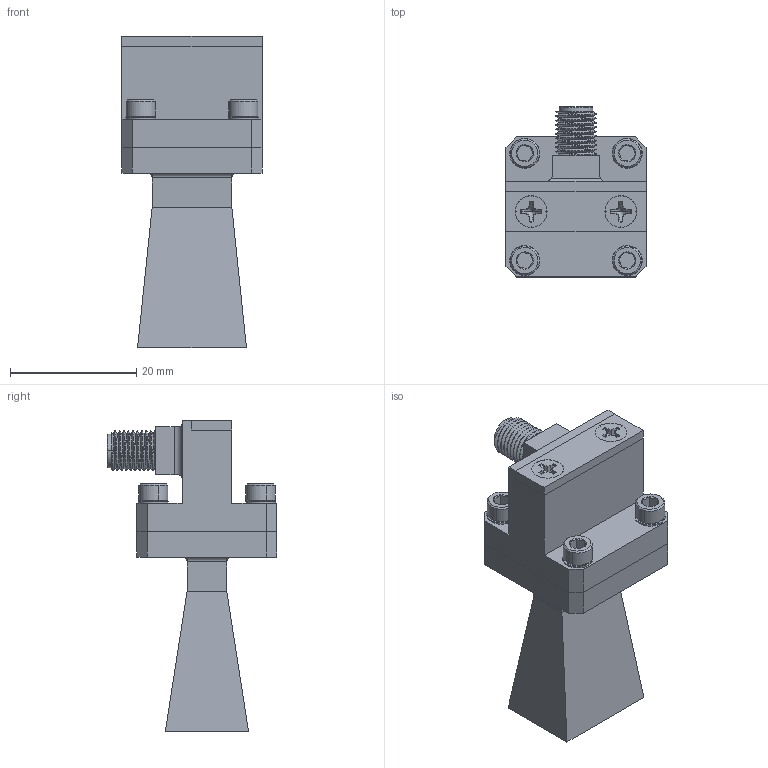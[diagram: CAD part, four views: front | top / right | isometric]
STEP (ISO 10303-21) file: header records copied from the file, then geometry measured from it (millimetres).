
FILE_DESCRIPTION (( 'STEP AP203' ), '1' );
FILE_NAME ('PE9852-2F-10.step', '2019-04-01T13:18:29', ( '' ), ( '' ), 'SwSTEP 2.0', 'SolidWorks 2017', '' );
FILE_SCHEMA (( 'CONFIG_CONTROL_DESIGN' ));
Length unit declared in the file: inch
Products named in the file (4): PE9852-10; PE9812; PE9852-2F-10; Copy of 4-40 Hex^PE9852-2F-10
Assembly tree (6 placements, depth 2):
  PE9852-2F-10
    PE9852-10
    PE9812
    Copy of 4-40 Hex^PE9852-2F-10  x4
Bounding box: 22.23 x 26.96 x 49.38 mm (x, y, z)
Volume: 7218.2 mm3; surface area: 8372.4 mm2
Topology: 9 solids, 9 shells, 625 faces, 1664 edges, 1068 vertices
Faces by surface type: cylinder 353, plane 156, cone 96, bspline 16, torus 4
Entity records: 16703 total; most frequent: CARTESIAN_POINT 7820, ORIENTED_EDGE 1966, DIRECTION 1539, EDGE_CURVE 983, VERTEX_POINT 639, AXIS2_PLACEMENT_3D 552, LINE 435, VECTOR 435
